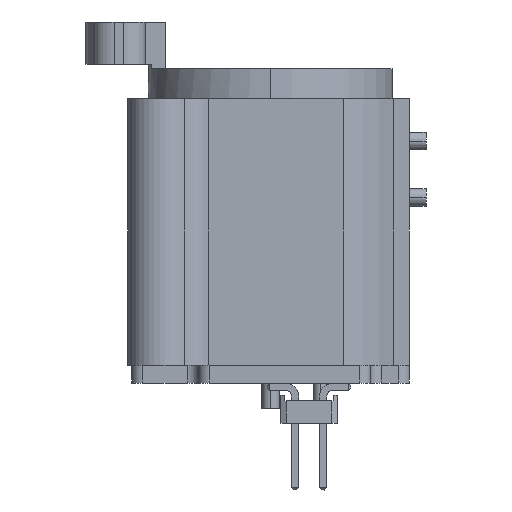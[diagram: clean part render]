
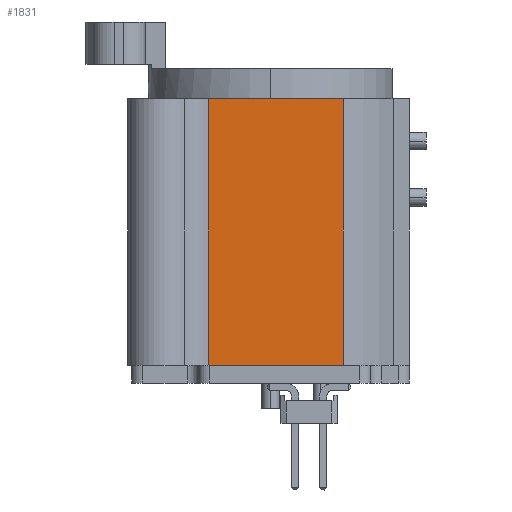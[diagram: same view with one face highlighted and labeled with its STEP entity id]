
A CAD part, left-side view. The second image highlights one B-rep face of the part: STEP entity #1831.
In plain terms, the highlighted face is planar.
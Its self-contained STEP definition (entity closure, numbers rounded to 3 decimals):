
#1295 = VERTEX_POINT('',#1296);
#1296 = CARTESIAN_POINT('',(11.,0.,0.));
#1303 = EDGE_CURVE('',#1295,#1304,#1306,.T.);
#1304 = VERTEX_POINT('',#1305);
#1305 = CARTESIAN_POINT('',(11.,5.588,0.));
#1306 = LINE('',#1307,#1308);
#1307 = CARTESIAN_POINT('',(11.,0.,0.));
#1308 = VECTOR('',#1309,1.);
#1309 = DIRECTION('',(0.,1.,0.));
#1431 = VERTEX_POINT('',#1432);
#1432 = CARTESIAN_POINT('',(11.,-6.545,0.));
#1439 = EDGE_CURVE('',#1431,#1295,#1440,.T.);
#1440 = LINE('',#1441,#1442);
#1441 = CARTESIAN_POINT('',(11.,-6.545,0.));
#1442 = VECTOR('',#1443,1.);
#1443 = DIRECTION('',(0.,1.,0.));
#1561 = VERTEX_POINT('',#1562);
#1562 = CARTESIAN_POINT('',(11.,5.588,24.));
#1569 = EDGE_CURVE('',#1570,#1561,#1572,.T.);
#1570 = VERTEX_POINT('',#1571);
#1571 = CARTESIAN_POINT('',(11.,-6.545,24.));
#1572 = LINE('',#1573,#1574);
#1573 = CARTESIAN_POINT('',(11.,-6.545,24.));
#1574 = VECTOR('',#1575,1.);
#1575 = DIRECTION('',(0.,1.,0.));
#1819 = EDGE_CURVE('',#1304,#1561,#1820,.T.);
#1820 = LINE('',#1821,#1822);
#1821 = CARTESIAN_POINT('',(11.,5.588,0.));
#1822 = VECTOR('',#1823,1.);
#1823 = DIRECTION('',(0.,0.,1.));
#1831 = ADVANCED_FACE('',(#1832),#1844,.T.);
#1832 = FACE_BOUND('',#1833,.F.);
#1833 = EDGE_LOOP('',(#1834,#1835,#1841,#1842,#1843));
#1834 = ORIENTED_EDGE('',*,*,#1439,.F.);
#1835 = ORIENTED_EDGE('',*,*,#1836,.T.);
#1836 = EDGE_CURVE('',#1431,#1570,#1837,.T.);
#1837 = LINE('',#1838,#1839);
#1838 = CARTESIAN_POINT('',(11.,-6.545,0.));
#1839 = VECTOR('',#1840,1.);
#1840 = DIRECTION('',(0.,0.,1.));
#1841 = ORIENTED_EDGE('',*,*,#1569,.T.);
#1842 = ORIENTED_EDGE('',*,*,#1819,.F.);
#1843 = ORIENTED_EDGE('',*,*,#1303,.F.);
#1844 = PLANE('',#1845);
#1845 = AXIS2_PLACEMENT_3D('',#1846,#1847,#1848);
#1846 = CARTESIAN_POINT('',(11.,-6.545,0.));
#1847 = DIRECTION('',(1.,0.,0.));
#1848 = DIRECTION('',(0.,1.,0.));
